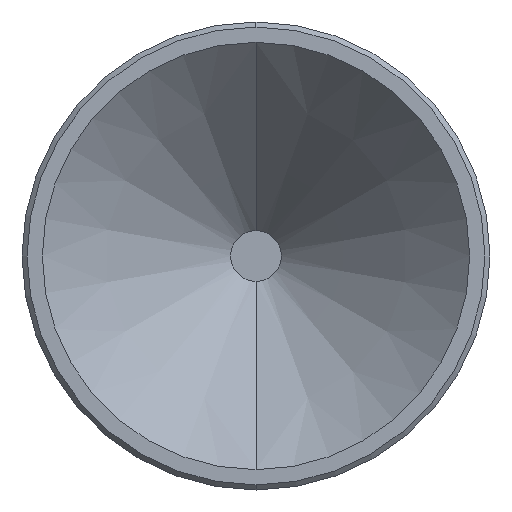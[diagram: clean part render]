
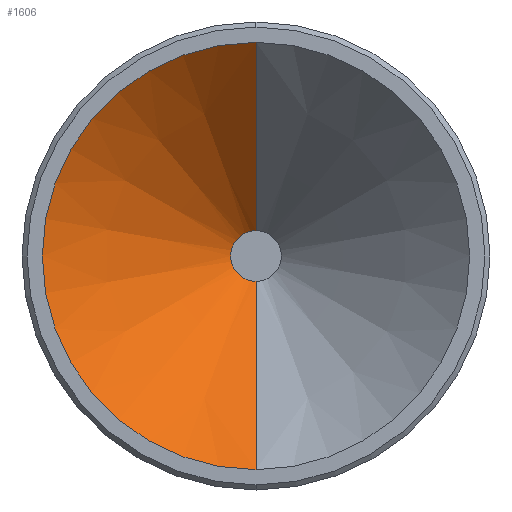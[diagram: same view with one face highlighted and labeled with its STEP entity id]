
A CAD part, left-side view. The second image highlights one B-rep face of the part: STEP entity #1606.
In plain terms, the highlighted conical face has half-angle 45 degrees and reference radius 0.064 mm.
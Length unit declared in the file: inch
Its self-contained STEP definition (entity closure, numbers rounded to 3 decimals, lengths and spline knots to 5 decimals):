
#145 = VERTEX_POINT ( 'NONE', #1132 ) ;
#176 = FACE_OUTER_BOUND ( 'NONE', #210, .T. ) ;
#185 = VECTOR ( 'NONE', #1312, 39.37008 ) ;
#199 = CARTESIAN_POINT ( 'NONE',  ( -0.3, 0., 0. ) ) ;
#210 = EDGE_LOOP ( 'NONE', ( #1229, #362, #1485, #1512 ) ) ;
#262 = AXIS2_PLACEMENT_3D ( 'NONE', #657, #610, #561 ) ;
#269 = EDGE_CURVE ( 'NONE', #145, #1092, #1216, .T. ) ;
#362 = ORIENTED_EDGE ( 'NONE', *, *, #1012, .T. ) ;
#409 = EDGE_CURVE ( 'NONE', #712, #1029, #617, .T. ) ;
#415 = DIRECTION ( 'NONE',  ( 0., 0., 1. ) ) ;
#442 = CARTESIAN_POINT ( 'NONE',  ( -0.3, 0., 0.021 ) ) ;
#538 = CARTESIAN_POINT ( 'NONE',  ( -0.2815, 0., 0.0025 ) ) ;
#546 = LINE ( 'NONE', #1544, #1406 ) ;
#555 = DIRECTION ( 'NONE',  ( -0.707, 0., -0.707 ) ) ;
#561 = DIRECTION ( 'NONE',  ( 0., 0., -1. ) ) ;
#610 = DIRECTION ( 'NONE',  ( -1., 0., 0. ) ) ;
#617 = CIRCLE ( 'NONE', #1472, 0.0025 ) ;
#657 = CARTESIAN_POINT ( 'NONE',  ( -0.2815, 0., 0. ) ) ;
#684 = EDGE_CURVE ( 'NONE', #712, #145, #546, .T. ) ;
#712 = VERTEX_POINT ( 'NONE', #918 ) ;
#773 = DIRECTION ( 'NONE',  ( 0., 0., 1. ) ) ;
#792 = LINE ( 'NONE', #538, #185 ) ;
#825 = DIRECTION ( 'NONE',  ( 1., 0., 0. ) ) ;
#918 = CARTESIAN_POINT ( 'NONE',  ( -0.2815, 0., -0.0025 ) ) ;
#976 = CARTESIAN_POINT ( 'NONE',  ( -0.2815, 0., 0.0025 ) ) ;
#1012 = EDGE_CURVE ( 'NONE', #1029, #1092, #792, .T. ) ;
#1029 = VERTEX_POINT ( 'NONE', #976 ) ;
#1092 = VERTEX_POINT ( 'NONE', #442 ) ;
#1132 = CARTESIAN_POINT ( 'NONE',  ( -0.3, 0., -0.021 ) ) ;
#1216 = CIRCLE ( 'NONE', #1426, 0.021 ) ;
#1229 = ORIENTED_EDGE ( 'NONE', *, *, #409, .T. ) ;
#1262 = CONICAL_SURFACE ( 'NONE', #262, 0.0025, 0.785 ) ;
#1306 = DIRECTION ( 'NONE',  ( 1., 0., 0. ) ) ;
#1312 = DIRECTION ( 'NONE',  ( -0.707, 0., 0.707 ) ) ;
#1406 = VECTOR ( 'NONE', #555, 39.37008 ) ;
#1426 = AXIS2_PLACEMENT_3D ( 'NONE', #199, #1306, #415 ) ;
#1472 = AXIS2_PLACEMENT_3D ( 'NONE', #1564, #825, #773 ) ;
#1485 = ORIENTED_EDGE ( 'NONE', *, *, #269, .F. ) ;
#1512 = ORIENTED_EDGE ( 'NONE', *, *, #684, .F. ) ;
#1544 = CARTESIAN_POINT ( 'NONE',  ( -0.2815, 0., -0.0025 ) ) ;
#1564 = CARTESIAN_POINT ( 'NONE',  ( -0.2815, 0., 0. ) ) ;
#1606 = ADVANCED_FACE ( 'NONE', ( #176 ), #1262, .F. ) ;
